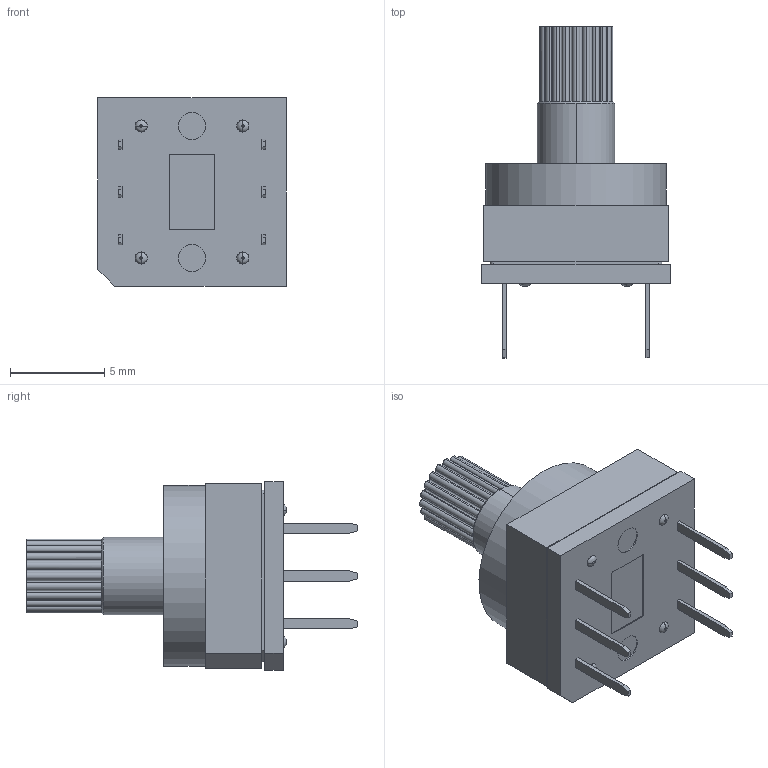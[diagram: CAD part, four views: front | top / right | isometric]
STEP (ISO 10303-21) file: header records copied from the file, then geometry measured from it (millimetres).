
FILE_DESCRIPTION (( 'STEP AP214' ), '1' );
FILE_NAME ('CUI_DEVICES_RDS4-10S-1065-73-D-67.step', '2024-06-26T15:21:02', ( '' ), ( '' ), 'SwSTEP 2.0', 'SolidWorks 2024', '' );
FILE_SCHEMA (( 'AUTOMOTIVE_DESIGN' ));
Length unit declared in the file: inch
Products named in the file (3): CUI_DEVICES_RDS4-10S-1065-73-D-67; RDS4-1065-10 POSITION; RDS4-1065-D-67 HOUSING
Assembly tree (2 placements, depth 2):
  CUI_DEVICES_RDS4-10S-1065-73-D-67
    RDS4-1065-D-67 HOUSING
    RDS4-1065-10 POSITION
Bounding box: 10 x 17.6 x 10 mm (x, y, z)
Volume: 638.4 mm3; surface area: 806 mm2
Topology: 2 solids, 2 shells, 458 faces, 1235 edges, 815 vertices
Faces by surface type: bspline 218, plane 151, cylinder 79, torus 8, cone 2
Entity records: 20614 total; most frequent: CARTESIAN_POINT 10315, ORIENTED_EDGE 2470, DIRECTION 1510, EDGE_CURVE 1235, VERTEX_POINT 815, LINE 578, VECTOR 578, EDGE_LOOP 492
